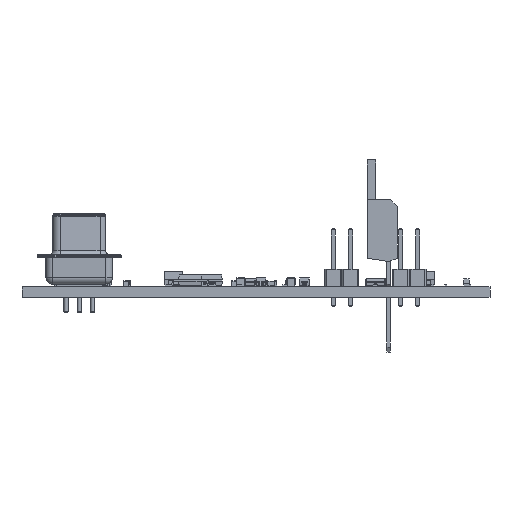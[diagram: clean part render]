
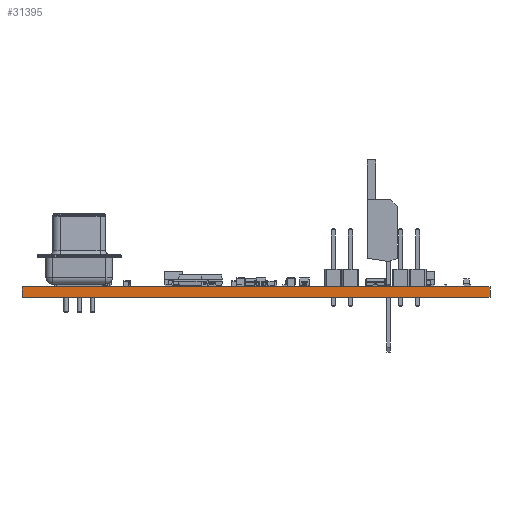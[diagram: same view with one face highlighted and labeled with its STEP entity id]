
A CAD part, left-side view. The second image highlights one B-rep face of the part: STEP entity #31395.
In plain terms, the highlighted planar face has unit normal (-1, 0.006, 0).
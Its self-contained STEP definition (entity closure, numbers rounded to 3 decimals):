
#29235 = EDGE_CURVE('',#29236,#29238,#29240,.T.);
#29236 = VERTEX_POINT('',#29237);
#29237 = CARTESIAN_POINT('',(55.721,-55.,0.));
#29238 = VERTEX_POINT('',#29239);
#29239 = CARTESIAN_POINT('',(55.721,-55.,1.51));
#29240 = LINE('',#29241,#29242);
#29241 = CARTESIAN_POINT('',(55.721,-55.,0.));
#29242 = VECTOR('',#29243,1.);
#29243 = DIRECTION('',(0.,0.,1.));
#29268 = VERTEX_POINT('',#29269);
#29269 = CARTESIAN_POINT('',(55.279,-124.5,1.51));
#29275 = EDGE_CURVE('',#29276,#29268,#29278,.T.);
#29276 = VERTEX_POINT('',#29277);
#29277 = CARTESIAN_POINT('',(55.279,-124.5,0.));
#29278 = LINE('',#29279,#29280);
#29279 = CARTESIAN_POINT('',(55.279,-124.5,0.));
#29280 = VECTOR('',#29281,1.);
#29281 = DIRECTION('',(0.,0.,1.));
#29299 = EDGE_CURVE('',#29276,#29236,#29300,.T.);
#29300 = LINE('',#29301,#29302);
#29301 = CARTESIAN_POINT('',(55.279,-124.5,0.));
#29302 = VECTOR('',#29303,1.);
#29303 = DIRECTION('',(0.006,1.,0.));
#30350 = EDGE_CURVE('',#29268,#29238,#30351,.T.);
#30351 = LINE('',#30352,#30353);
#30352 = CARTESIAN_POINT('',(55.279,-124.5,1.51));
#30353 = VECTOR('',#30354,1.);
#30354 = DIRECTION('',(0.006,1.,0.));
#31395 = ADVANCED_FACE('',(#31396),#31402,.T.);
#31396 = FACE_BOUND('',#31397,.T.);
#31397 = EDGE_LOOP('',(#31398,#31399,#31400,#31401));
#31398 = ORIENTED_EDGE('',*,*,#29275,.T.);
#31399 = ORIENTED_EDGE('',*,*,#30350,.T.);
#31400 = ORIENTED_EDGE('',*,*,#29235,.F.);
#31401 = ORIENTED_EDGE('',*,*,#29299,.F.);
#31402 = PLANE('',#31403);
#31403 = AXIS2_PLACEMENT_3D('',#31404,#31405,#31406);
#31404 = CARTESIAN_POINT('',(55.279,-124.5,0.));
#31405 = DIRECTION('',(-1.,0.006,0.));
#31406 = DIRECTION('',(0.006,1.,0.));
